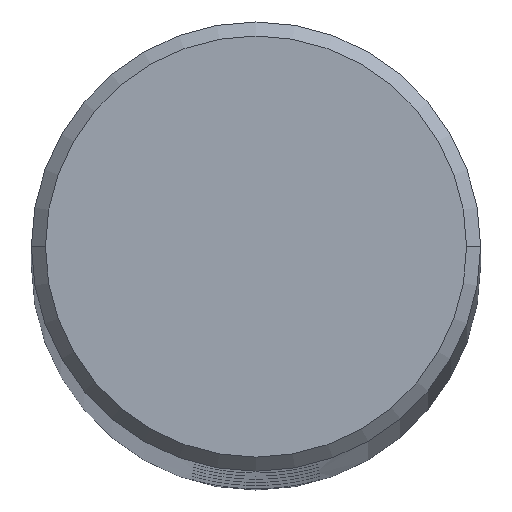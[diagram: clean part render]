
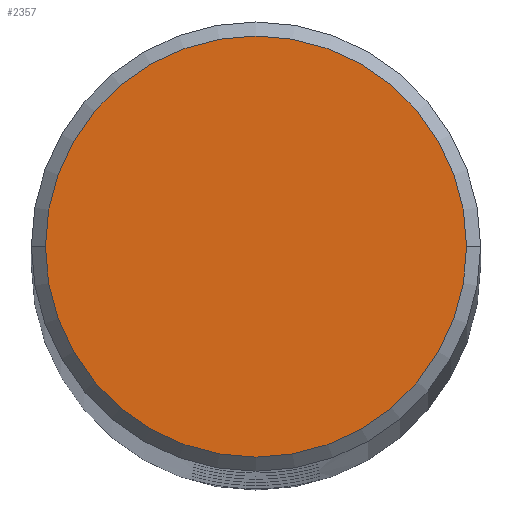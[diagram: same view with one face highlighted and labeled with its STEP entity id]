
A CAD part, top view. The second image highlights one B-rep face of the part: STEP entity #2357.
In plain terms, the highlighted planar face has unit normal (0, 0, 1).
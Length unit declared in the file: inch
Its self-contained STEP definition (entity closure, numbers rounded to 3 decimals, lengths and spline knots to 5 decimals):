
#41 = CARTESIAN_POINT ( 'NONE',  ( 0., 3.25, 0. ) ) ;
#51 = FACE_OUTER_BOUND ( 'NONE', #1819, .T. ) ;
#103 = ORIENTED_EDGE ( 'NONE', *, *, #2584, .T. ) ;
#110 = CARTESIAN_POINT ( 'NONE',  ( 0.9375, 3.25, 0. ) ) ;
#280 = CARTESIAN_POINT ( 'NONE',  ( -0.9375, 3.25, 0. ) ) ;
#368 = DIRECTION ( 'NONE',  ( 1., 0., 0. ) ) ;
#506 = VERTEX_POINT ( 'NONE', #110 ) ;
#706 = AXIS2_PLACEMENT_3D ( 'NONE', #41, #2581, #1751 ) ;
#713 = DIRECTION ( 'NONE',  ( 0., 0., 1. ) ) ;
#1123 = PLANE ( 'NONE',  #706 ) ;
#1136 = CARTESIAN_POINT ( 'NONE',  ( 0., 3.25, 0. ) ) ;
#1288 = AXIS2_PLACEMENT_3D ( 'NONE', #2324, #1665, #368 ) ;
#1329 = CIRCLE ( 'NONE', #2226, 0.9375 ) ;
#1385 = ORIENTED_EDGE ( 'NONE', *, *, #2761, .T. ) ;
#1630 = VERTEX_POINT ( 'NONE', #280 ) ;
#1665 = DIRECTION ( 'NONE',  ( 0., 0., 1. ) ) ;
#1751 = DIRECTION ( 'NONE',  ( 1., 0., 0. ) ) ;
#1819 = EDGE_LOOP ( 'NONE', ( #103, #1385 ) ) ;
#1993 = DIRECTION ( 'NONE',  ( 1., 0., 0. ) ) ;
#2226 = AXIS2_PLACEMENT_3D ( 'NONE', #1136, #713, #1993 ) ;
#2324 = CARTESIAN_POINT ( 'NONE',  ( 0., 3.25, 0. ) ) ;
#2357 = ADVANCED_FACE ( 'NONE', ( #51 ), #1123, .T. ) ;
#2581 = DIRECTION ( 'NONE',  ( 0., 0., 1. ) ) ;
#2584 = EDGE_CURVE ( 'NONE', #1630, #506, #1329, .T. ) ;
#2611 = CIRCLE ( 'NONE', #1288, 0.9375 ) ;
#2761 = EDGE_CURVE ( 'NONE', #506, #1630, #2611, .T. ) ;
